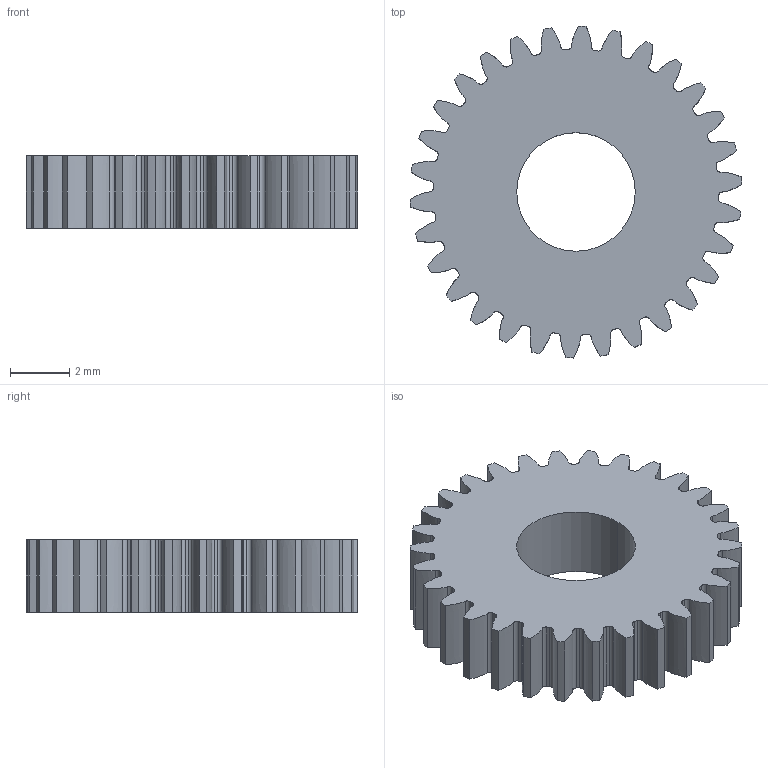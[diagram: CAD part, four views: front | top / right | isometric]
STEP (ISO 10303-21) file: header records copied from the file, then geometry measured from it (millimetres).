
FILE_DESCRIPTION(('CATIA V5 STEP Exchange'),'2;1');
FILE_NAME('RoueCylDentDroite.stp','2019-06-18T07:41:19+00:00',('none'),('none'),'CATIA Version 5-6 Release 2015 SP4 HF8','CATIA V5 STEP AP203','none');
FILE_SCHEMA(('CONFIG_CONTROL_DESIGN'));
Length unit declared in the file: millimetre
Products named in the file (1): Roue Cyl Denture Droite
Bounding box: 11.19 x 11.2 x 2.45 mm (x, y, z)
Volume: 179 mm3; surface area: 336.7 mm2
Topology: 1 solids, 1 shells, 184 faces, 606 edges, 424 vertices
Faces by surface type: cylinder 122, extrusion 60, plane 2
Entity records: 11050 total; most frequent: CARTESIAN_POINT 5894, ORIENTED_EDGE 1212, DIRECTION 792, EDGE_CURVE 606, AXIS2_PLACEMENT_3D 428, VERTEX_POINT 424, CIRCLE 304, VECTOR 242
